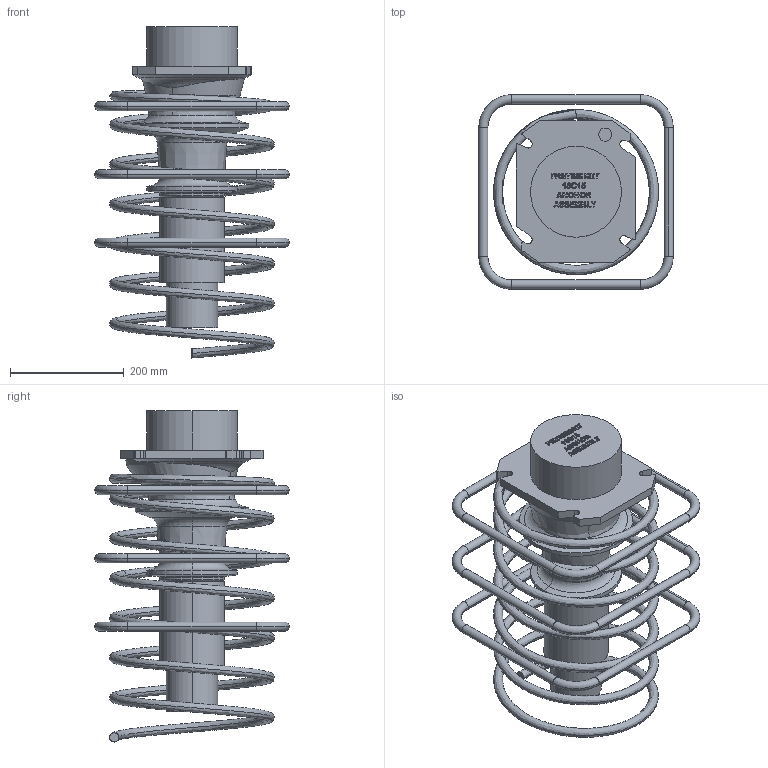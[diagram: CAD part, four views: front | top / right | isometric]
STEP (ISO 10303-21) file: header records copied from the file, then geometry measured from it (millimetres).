
FILE_DESCRIPTION (( 'STEP AP203' ), '1' );
FILE_NAME ('13c15 ANCHOR ASSEMBLY FOR CLIENTS.STEP', '2018-02-23T04:06:32', ( '' ), ( '' ), 'SwSTEP 2.0', 'SolidWorks 2016', '' );
FILE_SCHEMA (( 'CONFIG_CONTROL_DESIGN' ));
Length unit declared in the file: millimetre
Products named in the file (1): 13c15 ANCHOR ASSEMBLY FOR CLIENTS
Bounding box: 342 x 342 x 584 mm (x, y, z)
Volume: 9878501.1 mm3; surface area: 839018.7 mm2
Topology: 5 solids, 6 shells, 784 faces, 2113 edges, 1384 vertices
Faces by surface type: bspline 458, plane 203, cylinder 54, torus 39, cone 30
Entity records: 67522 total; most frequent: CARTESIAN_POINT 51112, ORIENTED_EDGE 4226, EDGE_CURVE 2113, DIRECTION 1882, VERTEX_POINT 1384, B_SPLINE_CURVE_WITH_KNOTS 1075, VECTOR 848, LINE 848
